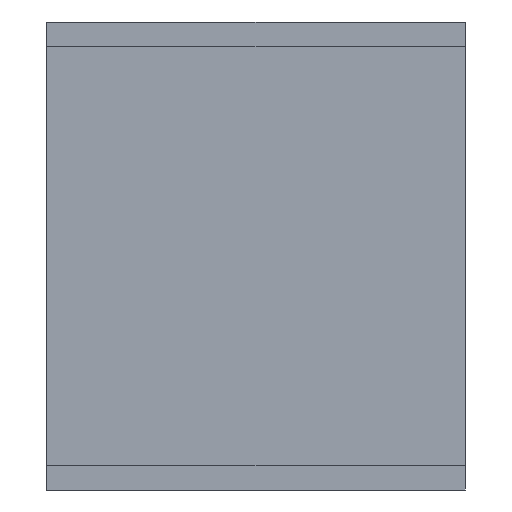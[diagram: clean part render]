
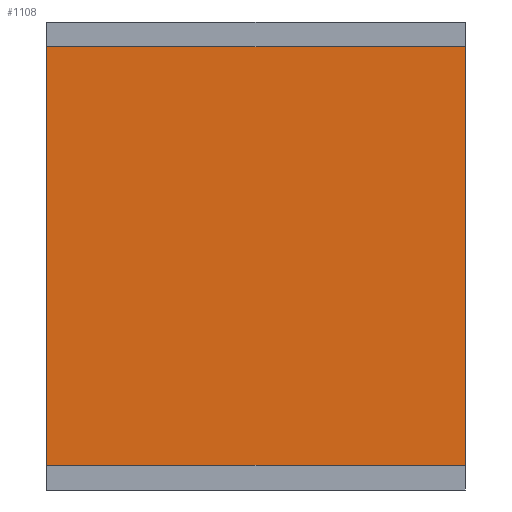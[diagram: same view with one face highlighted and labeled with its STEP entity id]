
A CAD part, left-side view. The second image highlights one B-rep face of the part: STEP entity #1108.
In plain terms, the highlighted planar face has unit normal (-1, 0, 0).
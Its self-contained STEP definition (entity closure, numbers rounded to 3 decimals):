
#10 = LINE ( 'NONE', #502, #948 ) ;
#54 = CARTESIAN_POINT ( 'NONE',  ( 56., 51., -25.5 ) ) ;
#129 = ORIENTED_EDGE ( 'NONE', *, *, #763, .T. ) ;
#149 = VERTEX_POINT ( 'NONE', #833 ) ;
#197 = CARTESIAN_POINT ( 'NONE',  ( 56., 0., -25.5 ) ) ;
#210 = EDGE_CURVE ( 'NONE', #960, #1109, #907, .T. ) ;
#253 = CARTESIAN_POINT ( 'NONE',  ( 56., 0., 25.5 ) ) ;
#298 = ORIENTED_EDGE ( 'NONE', *, *, #1290, .F. ) ;
#344 = VECTOR ( 'NONE', #1270, 1000. ) ;
#365 = DIRECTION ( 'NONE',  ( 0., -1., 0. ) ) ;
#441 = DIRECTION ( 'NONE',  ( -1., 0., 0. ) ) ;
#467 = DIRECTION ( 'NONE',  ( 0., -1., 0. ) ) ;
#502 = CARTESIAN_POINT ( 'NONE',  ( 56., 0., 25.5 ) ) ;
#729 = PLANE ( 'NONE',  #989 ) ;
#736 = FACE_OUTER_BOUND ( 'NONE', #1047, .T. ) ;
#763 = EDGE_CURVE ( 'NONE', #149, #1261, #1093, .T. ) ;
#780 = ORIENTED_EDGE ( 'NONE', *, *, #210, .F. ) ;
#803 = VECTOR ( 'NONE', #365, 1000. ) ;
#833 = CARTESIAN_POINT ( 'NONE',  ( 56., 51., -25.5 ) ) ;
#841 = CARTESIAN_POINT ( 'NONE',  ( 56., 51., 25.5 ) ) ;
#857 = ORIENTED_EDGE ( 'NONE', *, *, #1058, .T. ) ;
#858 = LINE ( 'NONE', #841, #344 ) ;
#889 = VECTOR ( 'NONE', #467, 1000. ) ;
#907 = LINE ( 'NONE', #1331, #803 ) ;
#915 = DIRECTION ( 'NONE',  ( 0., 0., -1. ) ) ;
#948 = VECTOR ( 'NONE', #915, 1000. ) ;
#960 = VERTEX_POINT ( 'NONE', #1025 ) ;
#968 = CARTESIAN_POINT ( 'NONE',  ( 56., 51., 25.5 ) ) ;
#989 = AXIS2_PLACEMENT_3D ( 'NONE', #968, #441, #1178 ) ;
#1025 = CARTESIAN_POINT ( 'NONE',  ( 56., 51., 25.5 ) ) ;
#1047 = EDGE_LOOP ( 'NONE', ( #129, #298, #780, #857 ) ) ;
#1058 = EDGE_CURVE ( 'NONE', #960, #149, #858, .T. ) ;
#1093 = LINE ( 'NONE', #54, #889 ) ;
#1108 = ADVANCED_FACE ( 'NONE', ( #736 ), #729, .T. ) ;
#1109 = VERTEX_POINT ( 'NONE', #253 ) ;
#1178 = DIRECTION ( 'NONE',  ( 0., 0., 1. ) ) ;
#1261 = VERTEX_POINT ( 'NONE', #197 ) ;
#1270 = DIRECTION ( 'NONE',  ( 0., 0., -1. ) ) ;
#1290 = EDGE_CURVE ( 'NONE', #1109, #1261, #10, .T. ) ;
#1331 = CARTESIAN_POINT ( 'NONE',  ( 56., 51., 25.5 ) ) ;
